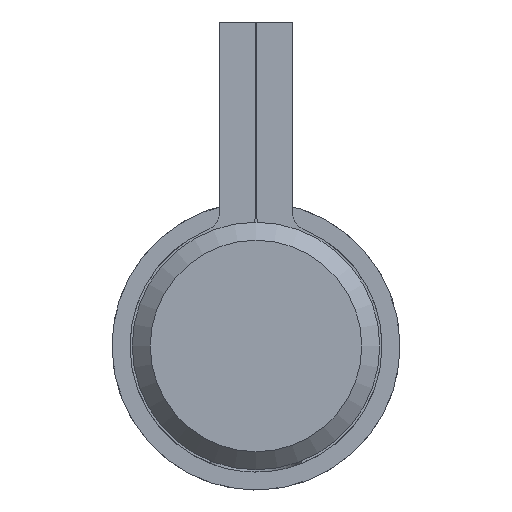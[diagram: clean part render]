
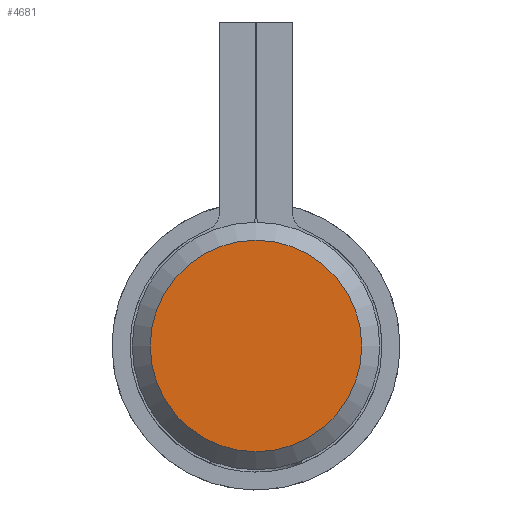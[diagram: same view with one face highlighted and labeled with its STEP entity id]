
A CAD part, front view. The second image highlights one B-rep face of the part: STEP entity #4681.
In plain terms, the highlighted planar face has unit normal (0, -1, 0).
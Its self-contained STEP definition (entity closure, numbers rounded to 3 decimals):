
#2114 = CARTESIAN_POINT ( 'NONE',  ( 0., 0., -11.75 ) ) ;
#3177 = VERTEX_POINT ( 'NONE', #2114 ) ;
#3334 = AXIS2_PLACEMENT_3D ( 'NONE', #4638, #8624, #3926 ) ;
#3926 = DIRECTION ( 'NONE',  ( 0., 0., -1. ) ) ;
#4003 = DIRECTION ( 'NONE',  ( 0., -1., 0. ) ) ;
#4499 = ORIENTED_EDGE ( 'NONE', *, *, #6865, .T. ) ;
#4638 = CARTESIAN_POINT ( 'NONE',  ( 13.75, 0., 0. ) ) ;
#4681 = ADVANCED_FACE ( 'NONE', ( #5730 ), #7844, .T. ) ;
#4684 = DIRECTION ( 'NONE',  ( 0., 0., -1. ) ) ;
#5559 = CARTESIAN_POINT ( 'NONE',  ( 0., 0., 0. ) ) ;
#5594 = EDGE_LOOP ( 'NONE', ( #4499 ) ) ;
#5708 = CIRCLE ( 'NONE', #7929, 11.75 ) ;
#5730 = FACE_OUTER_BOUND ( 'NONE', #5594, .T. ) ;
#6865 = EDGE_CURVE ( 'NONE', #3177, #3177, #5708, .T. ) ;
#7844 = PLANE ( 'NONE',  #3334 ) ;
#7929 = AXIS2_PLACEMENT_3D ( 'NONE', #5559, #4003, #4684 ) ;
#8624 = DIRECTION ( 'NONE',  ( 0., -1., 0. ) ) ;
